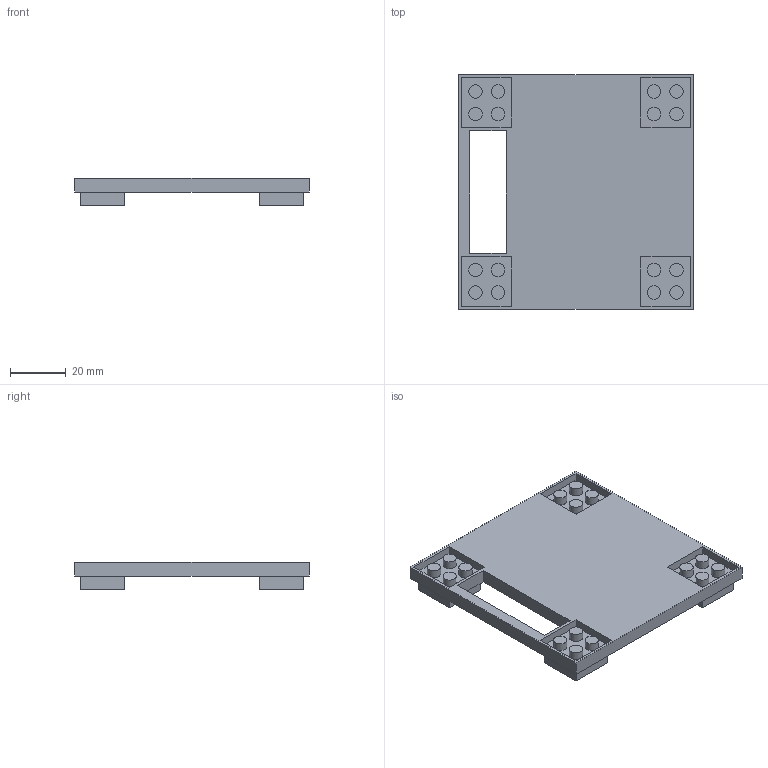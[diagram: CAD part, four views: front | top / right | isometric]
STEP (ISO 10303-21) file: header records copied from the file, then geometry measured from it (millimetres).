
FILE_DESCRIPTION(('FreeCAD Model'),'2;1');
FILE_NAME('Turtles_Filter_Head_1.step', '2015-05-09T16:54:35',('Author'),(''), 'Open CASCADE STEP processor 6.7','FreeCAD','Unknown');
FILE_SCHEMA(('AUTOMOTIVE_DESIGN_CC2 { 1 2 10303 214 -1 1 5 4 }'));
Length unit declared in the file: millimetre
Products named in the file (1): Right_Entry_Pocket
Bounding box: 84 x 84 x 10 mm (x, y, z)
Volume: 31551.8 mm3; surface area: 19540.6 mm2
Topology: 1 solids, 1 shells, 110 faces, 240 edges, 164 vertices
Faces by surface type: plane 90, cylinder 20
Full cylindrical faces by diameter (mm): 4.8 x16, 6.5 x4
Entity records: 6230 total; most frequent: CARTESIAN_POINT 1207, DIRECTION 935, LINE 626, VECTOR 626, ORIENTED_EDGE 480, PCURVE 480, DEFINITIONAL_REPRESENTATION 480, EDGE_CURVE 240
